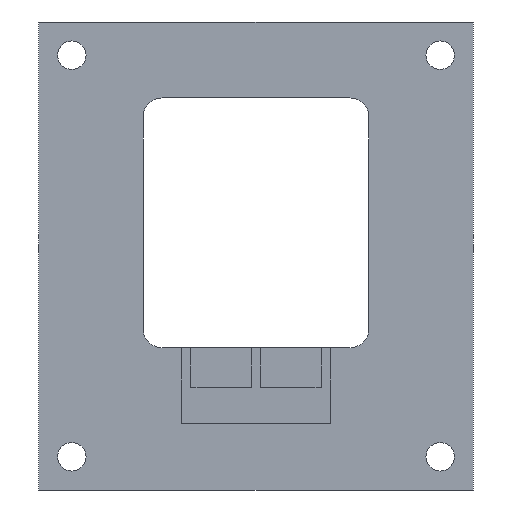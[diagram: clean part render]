
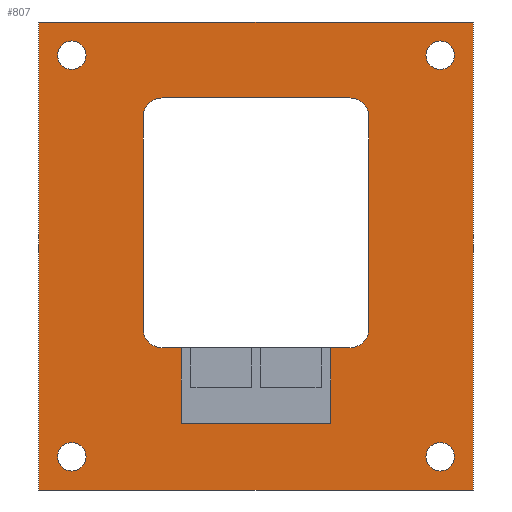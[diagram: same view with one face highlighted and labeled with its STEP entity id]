
A CAD part, left-side view. The second image highlights one B-rep face of the part: STEP entity #807.
In plain terms, the highlighted planar face has unit normal (-1, 0, 0).
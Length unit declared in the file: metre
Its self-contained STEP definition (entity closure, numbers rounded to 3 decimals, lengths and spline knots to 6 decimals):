
#24=LINE('',#1164,#116);
#25=LINE('',#1167,#117);
#26=LINE('',#1169,#118);
#27=LINE('',#1171,#119);
#28=LINE('',#1172,#120);
#29=LINE('',#1175,#121);
#30=LINE('',#1177,#122);
#31=LINE('',#1179,#123);
#32=LINE('',#1183,#124);
#33=LINE('',#1187,#125);
#34=LINE('',#1191,#126);
#35=LINE('',#1195,#127);
#116=VECTOR('',#938,1.);
#117=VECTOR('',#939,1.);
#118=VECTOR('',#940,1.);
#119=VECTOR('',#941,1.);
#120=VECTOR('',#942,1.);
#121=VECTOR('',#943,1.);
#122=VECTOR('',#944,1.);
#123=VECTOR('',#945,1.);
#124=VECTOR('',#948,1.);
#125=VECTOR('',#951,1.);
#126=VECTOR('',#954,1.);
#127=VECTOR('',#957,1.);
#208=ORIENTED_EDGE('',*,*,#440,.T.);
#209=ORIENTED_EDGE('',*,*,#441,.F.);
#210=ORIENTED_EDGE('',*,*,#442,.F.);
#211=ORIENTED_EDGE('',*,*,#443,.T.);
#212=ORIENTED_EDGE('',*,*,#444,.T.);
#213=ORIENTED_EDGE('',*,*,#445,.F.);
#214=ORIENTED_EDGE('',*,*,#446,.T.);
#215=ORIENTED_EDGE('',*,*,#447,.T.);
#216=ORIENTED_EDGE('',*,*,#448,.F.);
#217=ORIENTED_EDGE('',*,*,#449,.T.);
#218=ORIENTED_EDGE('',*,*,#450,.T.);
#219=ORIENTED_EDGE('',*,*,#451,.T.);
#220=ORIENTED_EDGE('',*,*,#452,.T.);
#221=ORIENTED_EDGE('',*,*,#453,.F.);
#222=ORIENTED_EDGE('',*,*,#454,.T.);
#223=ORIENTED_EDGE('',*,*,#455,.F.);
#224=ORIENTED_EDGE('',*,*,#456,.T.);
#225=ORIENTED_EDGE('',*,*,#457,.T.);
#226=ORIENTED_EDGE('',*,*,#458,.F.);
#227=ORIENTED_EDGE('',*,*,#459,.T.);
#440=EDGE_CURVE('',#556,#556,#636,.T.);
#441=EDGE_CURVE('',#557,#557,#637,.T.);
#442=EDGE_CURVE('',#558,#559,#24,.T.);
#443=EDGE_CURVE('',#558,#560,#25,.T.);
#444=EDGE_CURVE('',#560,#561,#26,.T.);
#445=EDGE_CURVE('',#559,#561,#27,.T.);
#446=EDGE_CURVE('',#562,#563,#28,.T.);
#447=EDGE_CURVE('',#563,#564,#29,.T.);
#448=EDGE_CURVE('',#565,#564,#30,.T.);
#449=EDGE_CURVE('',#565,#566,#31,.T.);
#450=EDGE_CURVE('',#566,#567,#638,.T.);
#451=EDGE_CURVE('',#567,#568,#32,.T.);
#452=EDGE_CURVE('',#568,#569,#639,.T.);
#453=EDGE_CURVE('',#570,#569,#33,.T.);
#454=EDGE_CURVE('',#570,#571,#640,.T.);
#455=EDGE_CURVE('',#572,#571,#34,.T.);
#456=EDGE_CURVE('',#572,#573,#641,.T.);
#457=EDGE_CURVE('',#573,#562,#35,.T.);
#458=EDGE_CURVE('',#574,#574,#642,.T.);
#459=EDGE_CURVE('',#575,#575,#643,.T.);
#556=VERTEX_POINT('',#1161);
#557=VERTEX_POINT('',#1163);
#558=VERTEX_POINT('',#1165);
#559=VERTEX_POINT('',#1166);
#560=VERTEX_POINT('',#1168);
#561=VERTEX_POINT('',#1170);
#562=VERTEX_POINT('',#1173);
#563=VERTEX_POINT('',#1174);
#564=VERTEX_POINT('',#1176);
#565=VERTEX_POINT('',#1178);
#566=VERTEX_POINT('',#1180);
#567=VERTEX_POINT('',#1182);
#568=VERTEX_POINT('',#1184);
#569=VERTEX_POINT('',#1186);
#570=VERTEX_POINT('',#1188);
#571=VERTEX_POINT('',#1190);
#572=VERTEX_POINT('',#1192);
#573=VERTEX_POINT('',#1194);
#574=VERTEX_POINT('',#1197);
#575=VERTEX_POINT('',#1199);
#636=CIRCLE('',#864,0.0015);
#637=CIRCLE('',#865,0.0015);
#638=CIRCLE('',#866,0.002);
#639=CIRCLE('',#867,0.002);
#640=CIRCLE('',#868,0.002);
#641=CIRCLE('',#869,0.002);
#642=CIRCLE('',#870,0.0015);
#643=CIRCLE('',#871,0.0015);
#660=EDGE_LOOP('',(#208));
#661=EDGE_LOOP('',(#209));
#662=EDGE_LOOP('',(#210,#211,#212,#213));
#663=EDGE_LOOP('',(#214,#215,#216,#217,#218,#219,#220,#221,#222,#223,#224,
#225));
#664=EDGE_LOOP('',(#226));
#665=EDGE_LOOP('',(#227));
#718=FACE_BOUND('',#660,.T.);
#719=FACE_BOUND('',#661,.T.);
#720=FACE_BOUND('',#662,.T.);
#721=FACE_BOUND('',#663,.T.);
#722=FACE_BOUND('',#664,.T.);
#723=FACE_BOUND('',#665,.T.);
#776=PLANE('',#863);
#807=ADVANCED_FACE('',(#718,#719,#720,#721,#722,#723),#776,.T.);
#863=AXIS2_PLACEMENT_3D('',#1159,#932,#933);
#864=AXIS2_PLACEMENT_3D('',#1160,#934,#935);
#865=AXIS2_PLACEMENT_3D('',#1162,#936,#937);
#866=AXIS2_PLACEMENT_3D('',#1181,#946,#947);
#867=AXIS2_PLACEMENT_3D('',#1185,#949,#950);
#868=AXIS2_PLACEMENT_3D('',#1189,#952,#953);
#869=AXIS2_PLACEMENT_3D('',#1193,#955,#956);
#870=AXIS2_PLACEMENT_3D('',#1196,#958,#959);
#871=AXIS2_PLACEMENT_3D('',#1198,#960,#961);
#932=DIRECTION('',(-1.,0.,0.));
#933=DIRECTION('',(0.,-1.,0.));
#934=DIRECTION('',(1.,0.,0.));
#935=DIRECTION('',(0.,-1.,0.));
#936=DIRECTION('',(-1.,0.,0.));
#937=DIRECTION('',(0.,-1.,0.));
#938=DIRECTION('',(0.,-1.,0.));
#939=DIRECTION('',(0.,0.,-1.));
#940=DIRECTION('',(0.,-1.,0.));
#941=DIRECTION('',(0.,0.,-1.));
#942=DIRECTION('',(0.,0.,-1.));
#943=DIRECTION('',(0.,1.,0.));
#944=DIRECTION('',(0.,0.,-1.));
#945=DIRECTION('',(0.,1.,0.));
#946=DIRECTION('',(1.,0.,0.));
#947=DIRECTION('',(0.,1.,0.));
#948=DIRECTION('',(0.,0.,1.));
#949=DIRECTION('',(1.,0.,0.));
#950=DIRECTION('',(0.,1.,0.));
#951=DIRECTION('',(0.,1.,0.));
#952=DIRECTION('',(1.,0.,0.));
#953=DIRECTION('',(0.,1.,0.));
#954=DIRECTION('',(0.,0.,1.));
#955=DIRECTION('',(1.,0.,0.));
#956=DIRECTION('',(0.,1.,0.));
#957=DIRECTION('',(0.,1.,0.));
#958=DIRECTION('',(-1.,0.,0.));
#959=DIRECTION('',(0.,-1.,0.));
#960=DIRECTION('',(1.,0.,0.));
#961=DIRECTION('',(0.,-1.,0.));
#1159=CARTESIAN_POINT('',(-0.252,0.,0.043));
#1160=CARTESIAN_POINT('',(-0.252,-0.0194,0.06365));
#1161=CARTESIAN_POINT('',(-0.252,-0.0209,0.06365));
#1162=CARTESIAN_POINT('',(-0.252,0.0194,0.06365));
#1163=CARTESIAN_POINT('',(-0.252,0.0179,0.06365));
#1164=CARTESIAN_POINT('',(-0.252,0.,0.06715));
#1165=CARTESIAN_POINT('',(-0.252,0.0229,0.06715));
#1166=CARTESIAN_POINT('',(-0.252,-0.0229,0.06715));
#1167=CARTESIAN_POINT('',(-0.252,0.0229,0.0425));
#1168=CARTESIAN_POINT('',(-0.252,0.0229,0.01785));
#1169=CARTESIAN_POINT('',(-0.252,0.,0.01785));
#1170=CARTESIAN_POINT('',(-0.252,-0.0229,0.01785));
#1171=CARTESIAN_POINT('',(-0.252,-0.0229,0.0425));
#1172=CARTESIAN_POINT('',(-0.252,-0.00785,0.02885));
#1173=CARTESIAN_POINT('',(-0.252,-0.00785,0.03285));
#1174=CARTESIAN_POINT('',(-0.252,-0.00785,0.02485));
#1175=CARTESIAN_POINT('',(-0.252,0.,0.02485));
#1176=CARTESIAN_POINT('',(-0.252,0.00785,0.02485));
#1177=CARTESIAN_POINT('',(-0.252,0.00785,0.02885));
#1178=CARTESIAN_POINT('',(-0.252,0.00785,0.03285));
#1179=CARTESIAN_POINT('',(-0.252,0.008875,0.03285));
#1180=CARTESIAN_POINT('',(-0.252,0.0099,0.03285));
#1181=CARTESIAN_POINT('',(-0.252,0.0099,0.03485));
#1182=CARTESIAN_POINT('',(-0.252,0.0119,0.03485));
#1183=CARTESIAN_POINT('',(-0.252,0.0119,0.046));
#1184=CARTESIAN_POINT('',(-0.252,0.0119,0.05715));
#1185=CARTESIAN_POINT('',(-0.252,0.0099,0.05715));
#1186=CARTESIAN_POINT('',(-0.252,0.0099,0.05915));
#1187=CARTESIAN_POINT('',(-0.252,0.,0.05915));
#1188=CARTESIAN_POINT('',(-0.252,-0.0099,0.05915));
#1189=CARTESIAN_POINT('',(-0.252,-0.0099,0.05715));
#1190=CARTESIAN_POINT('',(-0.252,-0.0119,0.05715));
#1191=CARTESIAN_POINT('',(-0.252,-0.0119,0.046));
#1192=CARTESIAN_POINT('',(-0.252,-0.0119,0.03485));
#1193=CARTESIAN_POINT('',(-0.252,-0.0099,0.03485));
#1194=CARTESIAN_POINT('',(-0.252,-0.0099,0.03285));
#1195=CARTESIAN_POINT('',(-0.252,-0.008875,0.03285));
#1196=CARTESIAN_POINT('',(-0.252,-0.0194,0.02135));
#1197=CARTESIAN_POINT('',(-0.252,-0.0209,0.02135));
#1198=CARTESIAN_POINT('',(-0.252,0.0194,0.02135));
#1199=CARTESIAN_POINT('',(-0.252,0.0179,0.02135));
